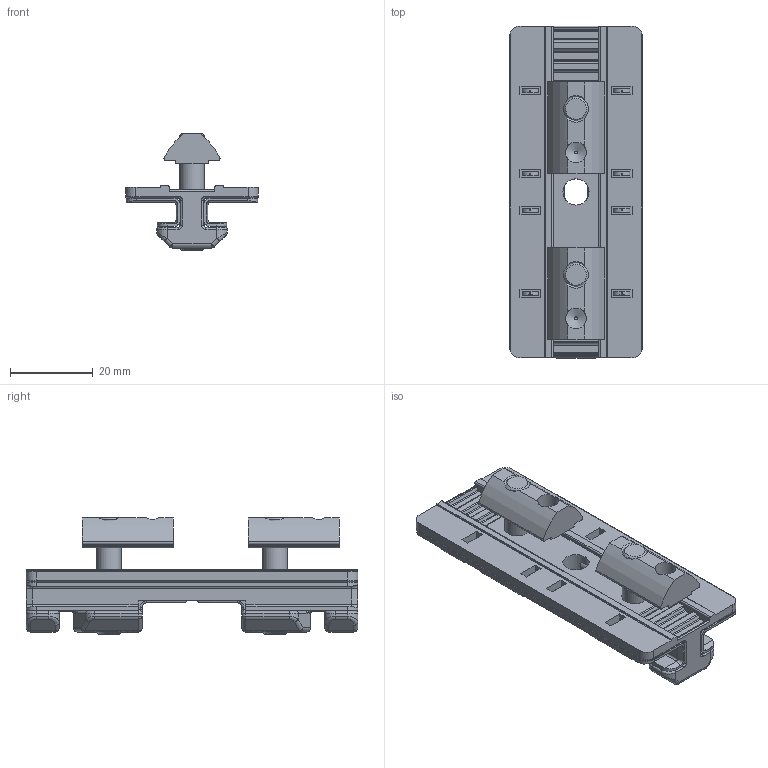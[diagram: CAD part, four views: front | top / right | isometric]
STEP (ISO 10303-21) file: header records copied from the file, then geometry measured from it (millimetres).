
FILE_DESCRIPTION((''),'2;1');
FILE_NAME('AR3409.stp','2017-08-11T11:01:21',('Envy'),(''),'Autodesk Inventor 2013','Autodesk Inventor 2013','');
FILE_SCHEMA(('AUTOMOTIVE_DESIGN { 1 0 10303 214 1 1 1 1 }'));
Length unit declared in the file: millimetre
Products named in the file (10): AR3409; AR3409 I; AR3409 III; AR3409 II; AR3409 VI; AR3409 VII; AR3409 VIII; AR3409 IX; AR3409 V; AR3409 IV
Assembly tree (9 placements, depth 2):
  AR3409
    AR3409 I
    AR3409 III
    AR3409 II
    AR3409 VI
    AR3409 VII
    AR3409 VIII
    AR3409 IX
    AR3409 V
    AR3409 IV
Bounding box: 32 x 80 x 28 mm (x, y, z)
Volume: 18261.9 mm3; surface area: 19921 mm2
Topology: 9 solids, 9 shells, 622 faces, 1622 edges, 997 vertices
Faces by surface type: plane 259, cylinder 241, torus 50, bspline 34, sphere 20, cone 18
Full cylindrical faces by diameter (mm): 5 x4, 6 x2, 6.3 x3
Entity records: 20641 total; most frequent: CARTESIAN_POINT 5207, DIRECTION 3216, ORIENTED_EDGE 3138, EDGE_CURVE 1569, AXIS2_PLACEMENT_3D 1160, VERTEX_POINT 991, VECTOR 896, LINE 896
